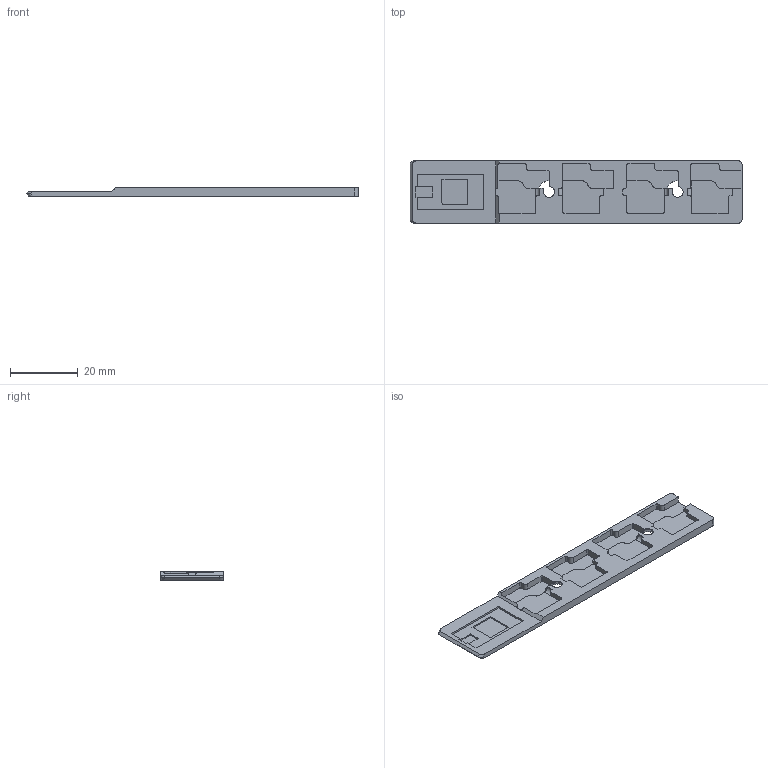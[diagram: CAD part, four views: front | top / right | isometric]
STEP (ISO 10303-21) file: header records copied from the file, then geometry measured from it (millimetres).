
FILE_DESCRIPTION(/* description */ ('STEP AP242','CAx-IF Rec.Pracs.---Representation and Presentation of Product Manufacturing Information (PMI)---4.0---2014-10-13','CAx-IF Rec.Pracs.---3D Tessellated Geometry---0.4---2014-09-14','2;1'),/* implementation_level */ '2;1');
FILE_NAME(/* name */ '65dc2869fcf651651873d664',/* time_stamp */ '2024-02-26T05:58:01Z',/* author */ (''),/* organization */ (''),/* preprocessor_version */ 'ST-DEVELOPER v19.4',/* originating_system */ ' ',/* authorisation */ ' ');
FILE_SCHEMA (('AP242_MANAGED_MODEL_BASED_3D_ENGINEERING_MIM_LF { 1 0 10303 442 1 1 4 }'));
Length unit declared in the file: metre
Products named in the file (1): Bottom
Bounding box: 98.07 x 18.37 x 2.4 mm (x, y, z)
Volume: 2386.7 mm3; surface area: 4508.4 mm2
Topology: 1 solids, 1 shells, 167 faces, 479 edges, 316 vertices
Faces by surface type: plane 97, cylinder 68, cone 2
Full cylindrical faces by diameter (mm): 6.6 x2
Entity records: 5493 total; most frequent: CARTESIAN_POINT 1023, ORIENTED_EDGE 950, DIRECTION 923, EDGE_CURVE 475, LINE 323, VECTOR 323, VERTEX_POINT 314, AXIS2_PLACEMENT_3D 300
